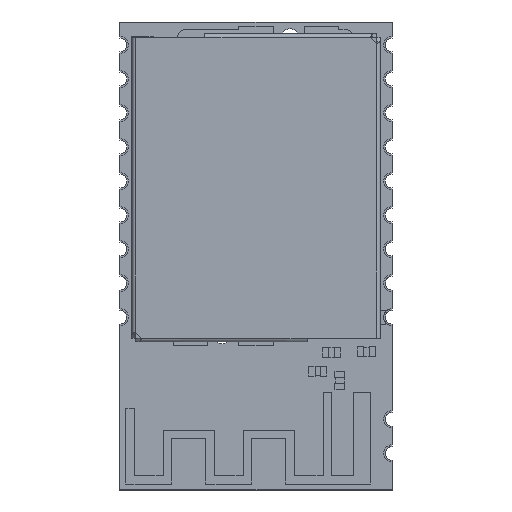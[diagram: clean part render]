
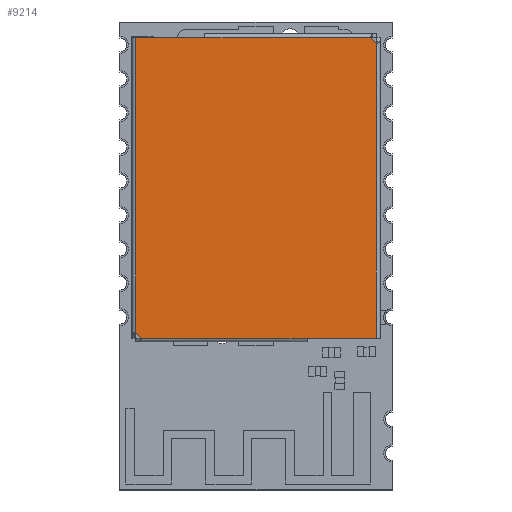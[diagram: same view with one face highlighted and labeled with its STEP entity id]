
A CAD part, top view. The second image highlights one B-rep face of the part: STEP entity #9214.
In plain terms, the highlighted planar face has unit normal (0, 0, 1).
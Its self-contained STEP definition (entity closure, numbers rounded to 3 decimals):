
#2101=ORIENTED_EDGE('',*,*,#3321,.F.);
#2102=ORIENTED_EDGE('',*,*,#3322,.F.);
#2103=ORIENTED_EDGE('',*,*,#3323,.T.);
#2104=ORIENTED_EDGE('',*,*,#3324,.F.);
#2105=ORIENTED_EDGE('',*,*,#3325,.T.);
#2106=ORIENTED_EDGE('',*,*,#3326,.F.);
#2107=ORIENTED_EDGE('',*,*,#3327,.F.);
#2108=ORIENTED_EDGE('',*,*,#3328,.F.);
#3321=EDGE_CURVE('',#4051,#4052,#4919,.T.);
#3322=EDGE_CURVE('',#4053,#4051,#4920,.T.);
#3323=EDGE_CURVE('',#4053,#4054,#4921,.T.);
#3324=EDGE_CURVE('',#4055,#4054,#4922,.T.);
#3325=EDGE_CURVE('',#4055,#4056,#4923,.T.);
#3326=EDGE_CURVE('',#4057,#4056,#4924,.T.);
#3327=EDGE_CURVE('',#4058,#4057,#4925,.T.);
#3328=EDGE_CURVE('',#4052,#4058,#4926,.T.);
#4051=VERTEX_POINT('',#13796);
#4052=VERTEX_POINT('',#13797);
#4053=VERTEX_POINT('',#13799);
#4054=VERTEX_POINT('',#13801);
#4055=VERTEX_POINT('',#13803);
#4056=VERTEX_POINT('',#13805);
#4057=VERTEX_POINT('',#13807);
#4058=VERTEX_POINT('',#13809);
#4919=LINE('',#13795,#5785);
#4920=LINE('',#13798,#5786);
#4921=LINE('',#13800,#5787);
#4922=LINE('',#13802,#5788);
#4923=LINE('',#13804,#5789);
#4924=LINE('',#13806,#5790);
#4925=LINE('',#13808,#5791);
#4926=LINE('',#13810,#5792);
#5785=VECTOR('',#11619,1000.);
#5786=VECTOR('',#11620,1000.);
#5787=VECTOR('',#11621,1000.);
#5788=VECTOR('',#11622,1000.);
#5789=VECTOR('',#11623,1000.);
#5790=VECTOR('',#11624,1000.);
#5791=VECTOR('',#11625,1000.);
#5792=VECTOR('',#11626,1000.);
#6256=EDGE_LOOP('',(#2101,#2102,#2103,#2104,#2105,#2106,#2107,#2108));
#6746=FACE_BOUND('',#6256,.T.);
#7184=PLANE('',#9826);
#9214=ADVANCED_FACE('',(#6746),#7184,.F.);
#9826=AXIS2_PLACEMENT_3D('',#13794,#11617,#11618);
#11617=DIRECTION('',(0.,0.,-1.));
#11618=DIRECTION('',(-1.,0.,0.));
#11619=DIRECTION('',(1.,0.,0.));
#11620=DIRECTION('',(0.707,0.707,0.));
#11621=DIRECTION('',(0.,-1.,0.));
#11622=DIRECTION('',(0.,1.,0.));
#11623=DIRECTION('',(1.,0.,0.));
#11624=DIRECTION('',(-0.707,-0.707,0.));
#11625=DIRECTION('',(0.,-1.,0.));
#11626=DIRECTION('',(0.,-1.,0.));
#13794=CARTESIAN_POINT('',(-9.05,7.08,2.));
#13795=CARTESIAN_POINT('',(-9.05,7.08,2.));
#13796=CARTESIAN_POINT('',(-8.476,7.08,2.));
#13797=CARTESIAN_POINT('',(8.83,7.08,2.));
#13798=CARTESIAN_POINT('',(-8.83,6.726,2.));
#13799=CARTESIAN_POINT('',(-8.83,6.726,2.));
#13800=CARTESIAN_POINT('',(-8.83,7.08,2.));
#13801=CARTESIAN_POINT('',(-8.83,-3.,2.));
#13802=CARTESIAN_POINT('',(-8.83,-7.08,2.));
#13803=CARTESIAN_POINT('',(-8.83,-7.08,2.));
#13804=CARTESIAN_POINT('',(-9.05,-7.08,2.));
#13805=CARTESIAN_POINT('',(8.476,-7.08,2.));
#13806=CARTESIAN_POINT('',(8.83,-6.726,2.));
#13807=CARTESIAN_POINT('',(8.83,-6.726,2.));
#13808=CARTESIAN_POINT('',(8.83,7.08,2.));
#13809=CARTESIAN_POINT('',(8.83,3.,2.));
#13810=CARTESIAN_POINT('',(8.83,7.08,2.));
